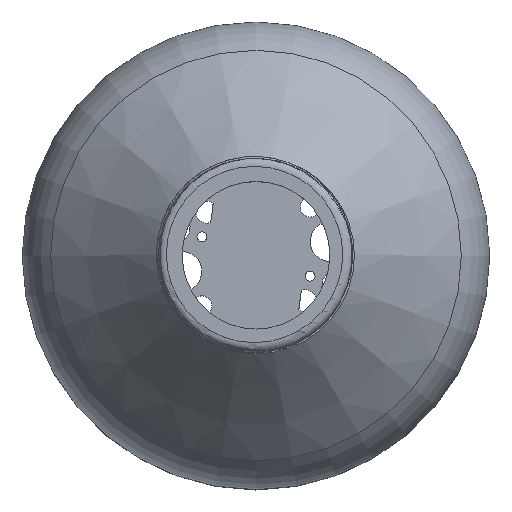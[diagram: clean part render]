
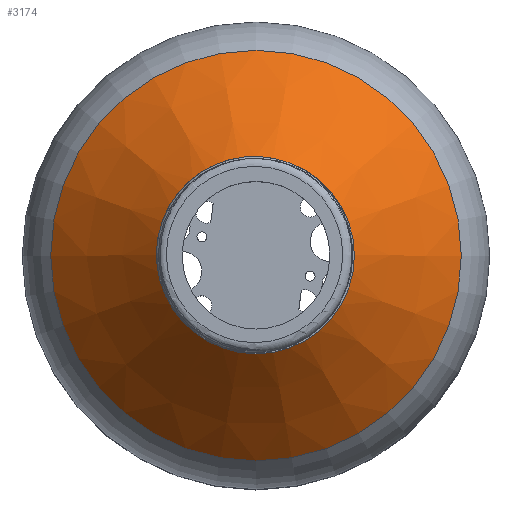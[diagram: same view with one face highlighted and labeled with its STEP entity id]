
A CAD part, top view. The second image highlights one B-rep face of the part: STEP entity #3174.
In plain terms, the highlighted conical face has half-angle 42.51 degrees and reference radius 47.5 mm.
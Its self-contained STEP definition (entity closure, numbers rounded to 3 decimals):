
#28=CONICAL_SURFACE('',#3554,47.5,0.742);
#309=FACE_OUTER_BOUND('',#584,.T.);
#584=EDGE_LOOP('',(#2834,#2835,#2836,#2837));
#836=CIRCLE('',#3551,41.717);
#839=CIRCLE('',#3555,20.);
#1070=LINE('',#6940,#1235);
#1235=VECTOR('',#4437,47.5);
#1525=VERTEX_POINT('',#6932);
#1527=VERTEX_POINT('',#6938);
#1969=EDGE_CURVE('',#1525,#1525,#836,.T.);
#1972=EDGE_CURVE('',#1527,#1527,#839,.T.);
#1973=EDGE_CURVE('',#1527,#1525,#1070,.T.);
#2834=ORIENTED_EDGE('',*,*,#1972,.T.);
#2835=ORIENTED_EDGE('',*,*,#1973,.T.);
#2836=ORIENTED_EDGE('',*,*,#1969,.F.);
#2837=ORIENTED_EDGE('',*,*,#1973,.F.);
#3174=ADVANCED_FACE('',(#309),#28,.T.);
#3551=AXIS2_PLACEMENT_3D('',#6933,#4427,#4428);
#3554=AXIS2_PLACEMENT_3D('',#6937,#4433,#4434);
#3555=AXIS2_PLACEMENT_3D('',#6939,#4435,#4436);
#4427=DIRECTION('center_axis',(0.,0.,-1.));
#4428=DIRECTION('ref_axis',(1.,0.,0.));
#4433=DIRECTION('center_axis',(0.,0.,-1.));
#4434=DIRECTION('ref_axis',(1.,0.,0.));
#4435=DIRECTION('center_axis',(0.,0.,-1.));
#4436=DIRECTION('ref_axis',(1.,0.,0.));
#4437=DIRECTION('',(-0.676,0.,-0.737));
#6932=CARTESIAN_POINT('',(-41.717,0.,76.308));
#6933=CARTESIAN_POINT('Origin',(0.,0.,76.308));
#6937=CARTESIAN_POINT('Origin',(0.,0.,70.));
#6938=CARTESIAN_POINT('',(-20.,0.,100.));
#6939=CARTESIAN_POINT('Origin',(0.,0.,100.));
#6940=CARTESIAN_POINT('',(-47.5,0.,70.));
